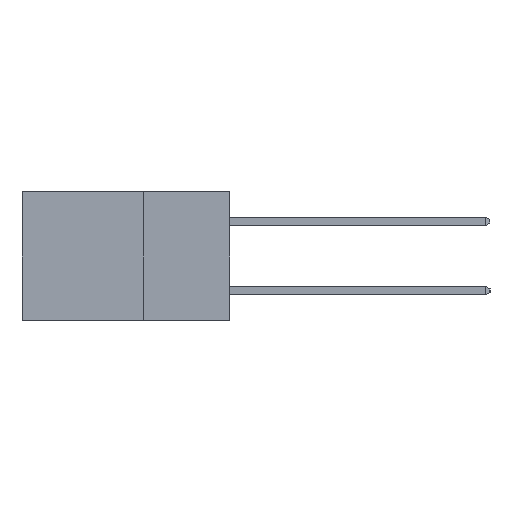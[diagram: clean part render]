
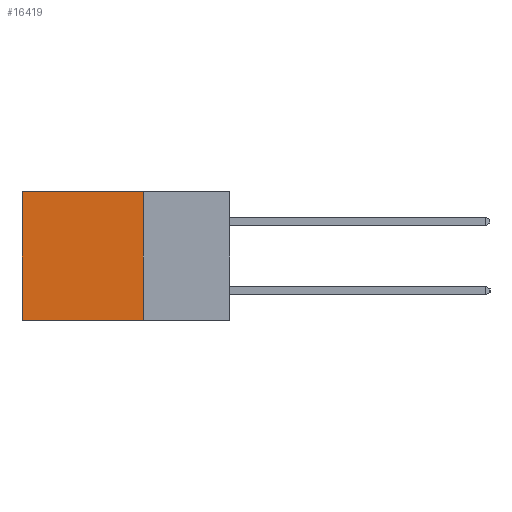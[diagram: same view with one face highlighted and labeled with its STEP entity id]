
A CAD part, left-side view. The second image highlights one B-rep face of the part: STEP entity #16419.
In plain terms, the highlighted planar face has unit normal (-1, 0, 0).
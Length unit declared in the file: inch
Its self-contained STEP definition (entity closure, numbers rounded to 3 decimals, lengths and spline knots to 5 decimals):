
#133 = CARTESIAN_POINT ( 'NONE',  ( 0.2615, 0.25, -0.37 ) ) ;
#229 = CARTESIAN_POINT ( 'NONE',  ( 0.2615, 0.6, -0.37 ) ) ;
#231 = EDGE_LOOP ( 'NONE', ( #7131, #14268, #6149, #17927 ) ) ;
#479 = AXIS2_PLACEMENT_3D ( 'NONE', #10198, #11818, #1859 ) ;
#695 = CARTESIAN_POINT ( 'NONE',  ( 0.2615, 0.6, -0.37 ) ) ;
#1693 = VECTOR ( 'NONE', #10189, 39.37008 ) ;
#1859 = DIRECTION ( 'NONE',  ( 0., 0., -1. ) ) ;
#2590 = CARTESIAN_POINT ( 'NONE',  ( 0.2615, 0.25, 0. ) ) ;
#4709 = EDGE_CURVE ( 'NONE', #7984, #10959, #19268, .T. ) ;
#4758 = LINE ( 'NONE', #5238, #9167 ) ;
#5025 = EDGE_CURVE ( 'NONE', #8895, #8174, #21284, .T. ) ;
#5238 = CARTESIAN_POINT ( 'NONE',  ( 0.2615, 0.25, -0.37 ) ) ;
#6149 = ORIENTED_EDGE ( 'NONE', *, *, #13327, .F. ) ;
#7131 = ORIENTED_EDGE ( 'NONE', *, *, #13971, .T. ) ;
#7279 = CARTESIAN_POINT ( 'NONE',  ( 0.2615, 0.6, 0. ) ) ;
#7984 = VERTEX_POINT ( 'NONE', #8343 ) ;
#8174 = VERTEX_POINT ( 'NONE', #7279 ) ;
#8343 = CARTESIAN_POINT ( 'NONE',  ( 0.2615, 0.25, -0.37 ) ) ;
#8763 = VECTOR ( 'NONE', #14167, 39.37008 ) ;
#8895 = VERTEX_POINT ( 'NONE', #13757 ) ;
#9167 = VECTOR ( 'NONE', #10233, 39.37008 ) ;
#10189 = DIRECTION ( 'NONE',  ( 0., 1., 0. ) ) ;
#10198 = CARTESIAN_POINT ( 'NONE',  ( 0.2615, 0.25, -0.37 ) ) ;
#10233 = DIRECTION ( 'NONE',  ( 0., 0., -1. ) ) ;
#10959 = VERTEX_POINT ( 'NONE', #695 ) ;
#11818 = DIRECTION ( 'NONE',  ( 1., 0., 0. ) ) ;
#12155 = FACE_OUTER_BOUND ( 'NONE', #231, .T. ) ;
#12197 = LINE ( 'NONE', #229, #16052 ) ;
#13327 = EDGE_CURVE ( 'NONE', #8895, #7984, #4758, .T. ) ;
#13757 = CARTESIAN_POINT ( 'NONE',  ( 0.2615, 0.25, 0. ) ) ;
#13971 = EDGE_CURVE ( 'NONE', #8174, #10959, #12197, .T. ) ;
#14167 = DIRECTION ( 'NONE',  ( 0., 1., 0. ) ) ;
#14268 = ORIENTED_EDGE ( 'NONE', *, *, #4709, .F. ) ;
#15201 = DIRECTION ( 'NONE',  ( 0., 0., -1. ) ) ;
#16052 = VECTOR ( 'NONE', #15201, 39.37008 ) ;
#16419 = ADVANCED_FACE ( 'NONE', ( #12155 ), #18342, .F. ) ;
#17927 = ORIENTED_EDGE ( 'NONE', *, *, #5025, .T. ) ;
#18342 = PLANE ( 'NONE',  #479 ) ;
#19268 = LINE ( 'NONE', #133, #1693 ) ;
#21284 = LINE ( 'NONE', #2590, #8763 ) ;
